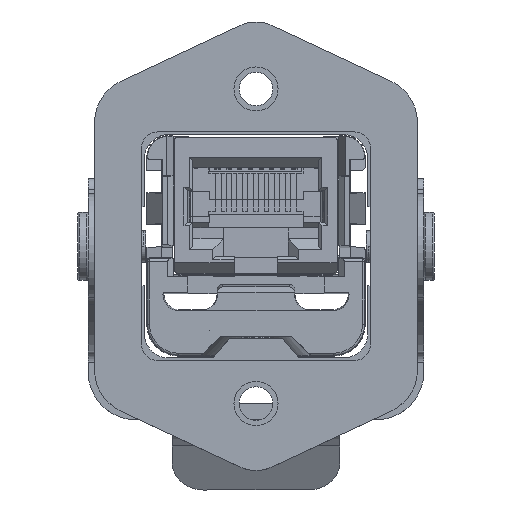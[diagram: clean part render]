
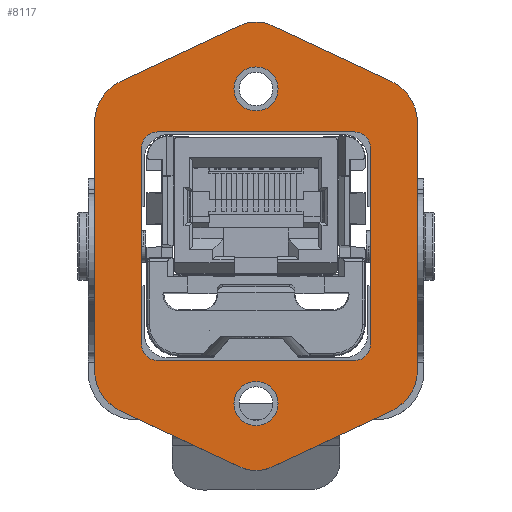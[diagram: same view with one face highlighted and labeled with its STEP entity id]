
A CAD part, top view. The second image highlights one B-rep face of the part: STEP entity #8117.
In plain terms, the highlighted planar face has unit normal (0, -0.001, 1).
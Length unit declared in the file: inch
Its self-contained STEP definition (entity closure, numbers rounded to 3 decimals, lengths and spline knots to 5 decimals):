
#328=DIRECTION('',(0.,-1.,-0.001));
#329=VECTOR('',#328,0.92655);
#330=CARTESIAN_POINT('',(-0.6154,0.46375,
2.0966));
#331=LINE('',#330,#329);
#332=CARTESIAN_POINT('',(-0.44223,0.46375,
2.0966));
#333=DIRECTION('',(0.,-0.001,1.));
#334=DIRECTION('',(-0.423,0.906,0.001));
#335=AXIS2_PLACEMENT_3D('',#332,#333,#334);
#337=DIRECTION('',(-0.906,-0.423,0.));
#338=VECTOR('',#337,0.4962);
#339=CARTESIAN_POINT('',(-0.06571,0.83039,
2.09692));
#340=LINE('',#339,#338);
#341=CARTESIAN_POINT('',(-0.00916,0.70913,
2.09681));
#342=DIRECTION('',(0.,-0.001,1.));
#343=DIRECTION('',(0.423,0.906,0.001));
#344=AXIS2_PLACEMENT_3D('',#341,#342,#343);
#346=DIRECTION('',(-0.906,0.423,0.));
#347=VECTOR('',#346,0.4962);
#348=CARTESIAN_POINT('',(0.49709,0.62069,2.09674));
#349=LINE('',#348,#347);
#350=CARTESIAN_POINT('',(0.42391,0.46375,2.0966));
#351=DIRECTION('',(0.,-0.001,1.));
#352=DIRECTION('',(1.,0.,0.));
#353=AXIS2_PLACEMENT_3D('',#350,#351,#352);
#355=DIRECTION('',(0.,1.,0.001));
#356=VECTOR('',#355,0.92655);
#357=CARTESIAN_POINT('',(0.59708,-0.4628,
2.09579));
#358=LINE('',#357,#356);
#359=CARTESIAN_POINT('',(0.42391,-0.4628,
2.09579));
#360=DIRECTION('',(0.,-0.001,1.));
#361=DIRECTION('',(0.423,-0.906,-0.001));
#362=AXIS2_PLACEMENT_3D('',#359,#360,#361);
#364=DIRECTION('',(0.906,0.423,0.));
#365=VECTOR('',#364,0.4962);
#366=CARTESIAN_POINT('',(0.04738,-0.82945,
2.09547));
#367=LINE('',#366,#365);
#368=CARTESIAN_POINT('',(-0.00916,-0.70819,
2.09558));
#369=DIRECTION('',(0.,-0.001,1.));
#370=DIRECTION('',(-0.423,-0.906,-0.001));
#371=AXIS2_PLACEMENT_3D('',#368,#369,#370);
#373=DIRECTION('',(0.906,-0.423,0.));
#374=VECTOR('',#373,0.4962);
#375=CARTESIAN_POINT('',(-0.51541,-0.61974,
2.09565));
#376=LINE('',#375,#374);
#377=CARTESIAN_POINT('',(-0.44223,-0.4628,
2.09579));
#378=DIRECTION('',(0.,-0.001,1.));
#379=DIRECTION('',(-1.,0.,0.));
#380=AXIS2_PLACEMENT_3D('',#377,#378,#379);
#382=CARTESIAN_POINT('',(-0.00916,-0.59008,
2.09568));
#383=DIRECTION('',(0.,0.001,-1.));
#384=DIRECTION('',(1.,0.,0.));
#385=AXIS2_PLACEMENT_3D('',#382,#383,#384);
#387=CARTESIAN_POINT('',(-0.00916,-0.59008,
2.09568));
#388=DIRECTION('',(0.,0.001,-1.));
#389=DIRECTION('',(-1.,0.,0.));
#390=AXIS2_PLACEMENT_3D('',#387,#388,#389);
#392=CARTESIAN_POINT('',(-0.00916,0.59102,
2.09671));
#393=DIRECTION('',(0.,0.001,-1.));
#394=DIRECTION('',(1.,0.,0.));
#395=AXIS2_PLACEMENT_3D('',#392,#393,#394);
#397=CARTESIAN_POINT('',(-0.00916,0.59102,
2.09671));
#398=DIRECTION('',(0.,0.001,-1.));
#399=DIRECTION('',(-1.,0.,0.));
#400=AXIS2_PLACEMENT_3D('',#397,#398,#399);
#402=CARTESIAN_POINT('',(-0.37924,0.37055,
2.09652));
#403=DIRECTION('',(0.,0.001,-1.));
#404=DIRECTION('',(-1.,0.,0.));
#405=AXIS2_PLACEMENT_3D('',#402,#403,#404);
#407=DIRECTION('',(0.,1.,0.001));
#408=VECTOR('',#407,0.74016);
#409=CARTESIAN_POINT('',(-0.43829,-0.36961,
2.09587));
#410=LINE('',#409,#408);
#411=CARTESIAN_POINT('',(-0.37924,-0.36961,
2.09587));
#412=DIRECTION('',(0.,0.001,-1.));
#413=DIRECTION('',(0.,-1.,-0.001));
#414=AXIS2_PLACEMENT_3D('',#411,#412,#413);
#416=DIRECTION('',(-1.,0.,0.));
#417=VECTOR('',#416,0.74016);
#418=CARTESIAN_POINT('',(0.36092,-0.42866,
2.09582));
#419=LINE('',#418,#417);
#420=CARTESIAN_POINT('',(0.36092,-0.36961,
2.09587));
#421=DIRECTION('',(0.,0.001,-1.));
#422=DIRECTION('',(1.,0.,0.));
#423=AXIS2_PLACEMENT_3D('',#420,#421,#422);
#425=DIRECTION('',(0.,-1.,-0.001));
#426=VECTOR('',#425,0.74016);
#427=CARTESIAN_POINT('',(0.41997,0.37055,2.09652));
#428=LINE('',#427,#426);
#429=CARTESIAN_POINT('',(0.36092,0.37055,2.09652));
#430=DIRECTION('',(0.,0.001,-1.));
#431=DIRECTION('',(0.,1.,0.001));
#432=AXIS2_PLACEMENT_3D('',#429,#430,#431);
#434=DIRECTION('',(1.,0.,0.));
#435=VECTOR('',#434,0.74016);
#436=CARTESIAN_POINT('',(-0.37924,0.42961,
2.09657));
#437=LINE('',#436,#435);
#6645=CARTESIAN_POINT('',(0.07352,0.59102,
2.09671));
#6646=CARTESIAN_POINT('',(-0.09184,0.59102,
2.09671));
#6647=VERTEX_POINT('',#6645);
#6648=VERTEX_POINT('',#6646);
#6649=CARTESIAN_POINT('',(-0.43829,0.37055,
2.09652));
#6650=CARTESIAN_POINT('',(-0.37924,0.42961,
2.09657));
#6651=VERTEX_POINT('',#6649);
#6652=VERTEX_POINT('',#6650);
#6653=CARTESIAN_POINT('',(0.36092,0.42961,
2.09657));
#6654=VERTEX_POINT('',#6653);
#6655=CARTESIAN_POINT('',(0.41997,0.37055,
2.09652));
#6656=VERTEX_POINT('',#6655);
#6657=CARTESIAN_POINT('',(0.41997,-0.36961,
2.09587));
#6658=VERTEX_POINT('',#6657);
#6659=CARTESIAN_POINT('',(0.36092,-0.42866,
2.09582));
#6660=VERTEX_POINT('',#6659);
#6661=CARTESIAN_POINT('',(-0.37924,-0.42866,
2.09582));
#6662=VERTEX_POINT('',#6661);
#6663=CARTESIAN_POINT('',(-0.43829,-0.36961,
2.09587));
#6664=VERTEX_POINT('',#6663);
#6700=CARTESIAN_POINT('',(-0.51541,0.62069,
2.09674));
#6702=VERTEX_POINT('',#6700);
#6704=CARTESIAN_POINT('',(-0.06571,0.83039,
2.09692));
#6705=VERTEX_POINT('',#6704);
#6708=CARTESIAN_POINT('',(0.04738,0.83039,
2.09692));
#6709=VERTEX_POINT('',#6708);
#6712=CARTESIAN_POINT('',(0.49709,0.62069,
2.09674));
#6713=VERTEX_POINT('',#6712);
#6716=CARTESIAN_POINT('',(0.59708,0.46375,
2.0966));
#6717=VERTEX_POINT('',#6716);
#6720=CARTESIAN_POINT('',(0.59708,-0.4628,
2.09579));
#6721=VERTEX_POINT('',#6720);
#6724=CARTESIAN_POINT('',(0.49709,-0.61974,
2.09565));
#6725=VERTEX_POINT('',#6724);
#6728=CARTESIAN_POINT('',(0.04738,-0.82945,
2.09547));
#6729=VERTEX_POINT('',#6728);
#6732=CARTESIAN_POINT('',(-0.06571,-0.82945,
2.09547));
#6733=VERTEX_POINT('',#6732);
#6736=CARTESIAN_POINT('',(-0.51541,-0.61974,
2.09565));
#6737=VERTEX_POINT('',#6736);
#6740=CARTESIAN_POINT('',(-0.6154,-0.4628,
2.09579));
#6741=VERTEX_POINT('',#6740);
#6744=CARTESIAN_POINT('',(-0.6154,0.46375,
2.0966));
#6745=VERTEX_POINT('',#6744);
#6748=CARTESIAN_POINT('',(0.07352,-0.59008,
2.09568));
#6749=CARTESIAN_POINT('',(-0.09184,-0.59008,
2.09568));
#6750=VERTEX_POINT('',#6748);
#6751=VERTEX_POINT('',#6749);
#8068=CARTESIAN_POINT('',(-0.00916,0.00047,
2.09619));
#8069=DIRECTION('',(0.,0.001,-1.));
#8070=DIRECTION('',(1.,0.,0.));
#8071=AXIS2_PLACEMENT_3D('',#8068,#8069,#8070);
#8072=PLANE('',#8071);
#8073=ORIENTED_EDGE('',*,*,#7924,.F.);
#8074=ORIENTED_EDGE('',*,*,#7910,.F.);
#8075=ORIENTED_EDGE('',*,*,#8063,.F.);
#8076=ORIENTED_EDGE('',*,*,#8050,.F.);
#8077=ORIENTED_EDGE('',*,*,#8036,.F.);
#8078=ORIENTED_EDGE('',*,*,#8022,.F.);
#8079=ORIENTED_EDGE('',*,*,#8008,.F.);
#8080=ORIENTED_EDGE('',*,*,#7994,.F.);
#8081=ORIENTED_EDGE('',*,*,#7980,.F.);
#8082=ORIENTED_EDGE('',*,*,#7966,.F.);
#8083=ORIENTED_EDGE('',*,*,#7952,.F.);
#8084=ORIENTED_EDGE('',*,*,#7938,.F.);
#8085=EDGE_LOOP('',(#8073,#8074,#8075,#8076,#8077,#8078,#8079,#8080,#8081,#8082,
#8083,#8084));
#8086=FACE_OUTER_BOUND('',#8085,.F.);
#8088=ORIENTED_EDGE('',*,*,#8087,.F.);
#8090=ORIENTED_EDGE('',*,*,#8089,.F.);
#8091=EDGE_LOOP('',(#8088,#8090));
#8092=FACE_BOUND('',#8091,.F.);
#8094=ORIENTED_EDGE('',*,*,#8093,.F.);
#8096=ORIENTED_EDGE('',*,*,#8095,.F.);
#8097=EDGE_LOOP('',(#8094,#8096));
#8098=FACE_BOUND('',#8097,.F.);
#8100=ORIENTED_EDGE('',*,*,#8099,.F.);
#8102=ORIENTED_EDGE('',*,*,#8101,.F.);
#8104=ORIENTED_EDGE('',*,*,#8103,.F.);
#8106=ORIENTED_EDGE('',*,*,#8105,.F.);
#8108=ORIENTED_EDGE('',*,*,#8107,.F.);
#8110=ORIENTED_EDGE('',*,*,#8109,.F.);
#8112=ORIENTED_EDGE('',*,*,#8111,.F.);
#8114=ORIENTED_EDGE('',*,*,#8113,.F.);
#8115=EDGE_LOOP('',(#8100,#8102,#8104,#8106,#8108,#8110,#8112,#8114));
#8116=FACE_BOUND('',#8115,.F.);
#8117=ADVANCED_FACE('',(#8086,#8092,#8098,#8116),#8072,.F.);
#336=CIRCLE('',#335,0.17317);
#345=CIRCLE('',#344,0.1338);
#354=CIRCLE('',#353,0.17317);
#363=CIRCLE('',#362,0.17317);
#372=CIRCLE('',#371,0.1338);
#381=CIRCLE('',#380,0.17317);
#386=CIRCLE('',#385,0.08268);
#391=CIRCLE('',#390,0.08268);
#396=CIRCLE('',#395,0.08268);
#401=CIRCLE('',#400,0.08268);
#406=CIRCLE('',#405,0.05906);
#415=CIRCLE('',#414,0.05906);
#424=CIRCLE('',#423,0.05906);
#433=CIRCLE('',#432,0.05906);
#7910=EDGE_CURVE('',#6702,#6745,#336,.T.);
#7924=EDGE_CURVE('',#6745,#6741,#331,.T.);
#7938=EDGE_CURVE('',#6741,#6737,#381,.T.);
#7952=EDGE_CURVE('',#6737,#6733,#376,.T.);
#7966=EDGE_CURVE('',#6733,#6729,#372,.T.);
#7980=EDGE_CURVE('',#6729,#6725,#367,.T.);
#7994=EDGE_CURVE('',#6725,#6721,#363,.T.);
#8008=EDGE_CURVE('',#6721,#6717,#358,.T.);
#8022=EDGE_CURVE('',#6717,#6713,#354,.T.);
#8036=EDGE_CURVE('',#6713,#6709,#349,.T.);
#8050=EDGE_CURVE('',#6709,#6705,#345,.T.);
#8063=EDGE_CURVE('',#6705,#6702,#340,.T.);
#8087=EDGE_CURVE('',#6750,#6751,#386,.T.);
#8089=EDGE_CURVE('',#6751,#6750,#391,.T.);
#8093=EDGE_CURVE('',#6647,#6648,#396,.T.);
#8095=EDGE_CURVE('',#6648,#6647,#401,.T.);
#8099=EDGE_CURVE('',#6651,#6652,#406,.T.);
#8101=EDGE_CURVE('',#6664,#6651,#410,.T.);
#8103=EDGE_CURVE('',#6662,#6664,#415,.T.);
#8105=EDGE_CURVE('',#6660,#6662,#419,.T.);
#8107=EDGE_CURVE('',#6658,#6660,#424,.T.);
#8109=EDGE_CURVE('',#6656,#6658,#428,.T.);
#8111=EDGE_CURVE('',#6654,#6656,#433,.T.);
#8113=EDGE_CURVE('',#6652,#6654,#437,.T.);
